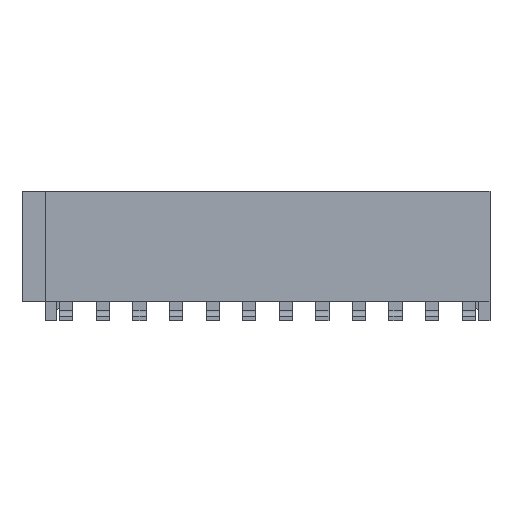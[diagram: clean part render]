
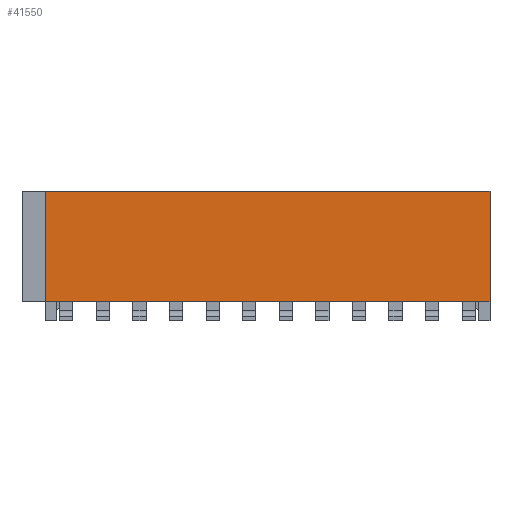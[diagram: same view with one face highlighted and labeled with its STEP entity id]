
A CAD part, front view. The second image highlights one B-rep face of the part: STEP entity #41550.
In plain terms, the highlighted planar face has unit normal (0, -1, 0).
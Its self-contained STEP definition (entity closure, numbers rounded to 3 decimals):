
#32 = PLANE('',#33);
#33 = AXIS2_PLACEMENT_3D('',#34,#35,#36);
#34 = CARTESIAN_POINT('',(0.,0.,0.));
#35 = DIRECTION('',(0.,0.,-1.));
#36 = DIRECTION('',(0.,-1.,0.));
#11647 = VERTEX_POINT('',#11648);
#11648 = CARTESIAN_POINT('',(7.725,-1.715,0.));
#11662 = PLANE('',#11663);
#11663 = AXIS2_PLACEMENT_3D('',#11664,#11665,#11666);
#11664 = CARTESIAN_POINT('',(7.725,1.715,3.84));
#11665 = DIRECTION('',(1.,0.,0.));
#11666 = DIRECTION('',(-0.,1.,0.));
#11674 = EDGE_CURVE('',#11647,#11675,#11677,.T.);
#11675 = VERTEX_POINT('',#11676);
#11676 = CARTESIAN_POINT('',(-7.725,-1.715,0.));
#11677 = SURFACE_CURVE('',#11678,(#11682,#11689),.PCURVE_S1.);
#11678 = LINE('',#11679,#11680);
#11679 = CARTESIAN_POINT('',(7.725,-1.715,0.));
#11680 = VECTOR('',#11681,1.);
#11681 = DIRECTION('',(-1.,0.,0.));
#11682 = PCURVE('',#32,#11683);
#11683 = DEFINITIONAL_REPRESENTATION('',(#11684),#11688);
#11684 = LINE('',#11685,#11686);
#11685 = CARTESIAN_POINT('',(1.715,-7.725));
#11686 = VECTOR('',#11687,1.);
#11687 = DIRECTION('',(0.,1.));
#11688 = ( GEOMETRIC_REPRESENTATION_CONTEXT(2) 
PARAMETRIC_REPRESENTATION_CONTEXT() REPRESENTATION_CONTEXT('2D SPACE',''
  ) );
#11689 = PCURVE('',#11690,#11695);
#11690 = PLANE('',#11691);
#11691 = AXIS2_PLACEMENT_3D('',#11692,#11693,#11694);
#11692 = CARTESIAN_POINT('',(7.725,-1.715,3.84));
#11693 = DIRECTION('',(0.,-1.,0.));
#11694 = DIRECTION('',(0.,0.,-1.));
#11695 = DEFINITIONAL_REPRESENTATION('',(#11696),#11700);
#11696 = LINE('',#11697,#11698);
#11697 = CARTESIAN_POINT('',(3.84,0.));
#11698 = VECTOR('',#11699,1.);
#11699 = DIRECTION('',(0.,-1.));
#11700 = ( GEOMETRIC_REPRESENTATION_CONTEXT(2) 
PARAMETRIC_REPRESENTATION_CONTEXT() REPRESENTATION_CONTEXT('2D SPACE',''
  ) );
#11718 = PLANE('',#11719);
#11719 = AXIS2_PLACEMENT_3D('',#11720,#11721,#11722);
#11720 = CARTESIAN_POINT('',(-7.725,-1.715,3.84));
#11721 = DIRECTION('',(-1.,0.,0.));
#11722 = DIRECTION('',(0.,0.,1.));
#38193 = PLANE('',#38194);
#38194 = AXIS2_PLACEMENT_3D('',#38195,#38196,#38197);
#38195 = CARTESIAN_POINT('',(0.,0.,3.84));
#38196 = DIRECTION('',(0.,0.,-1.));
#38197 = DIRECTION('',(0.,-1.,0.));
#40924 = VERTEX_POINT('',#40925);
#40925 = CARTESIAN_POINT('',(-7.725,-1.715,3.84));
#40948 = EDGE_CURVE('',#40949,#40924,#40951,.T.);
#40949 = VERTEX_POINT('',#40950);
#40950 = CARTESIAN_POINT('',(7.725,-1.715,3.84));
#40951 = SURFACE_CURVE('',#40952,(#40956,#40963),.PCURVE_S1.);
#40952 = LINE('',#40953,#40954);
#40953 = CARTESIAN_POINT('',(7.725,-1.715,3.84));
#40954 = VECTOR('',#40955,1.);
#40955 = DIRECTION('',(-1.,0.,0.));
#40956 = PCURVE('',#38193,#40957);
#40957 = DEFINITIONAL_REPRESENTATION('',(#40958),#40962);
#40958 = LINE('',#40959,#40960);
#40959 = CARTESIAN_POINT('',(1.715,-7.725));
#40960 = VECTOR('',#40961,1.);
#40961 = DIRECTION('',(0.,1.));
#40962 = ( GEOMETRIC_REPRESENTATION_CONTEXT(2) 
PARAMETRIC_REPRESENTATION_CONTEXT() REPRESENTATION_CONTEXT('2D SPACE',''
  ) );
#40963 = PCURVE('',#11690,#40964);
#40964 = DEFINITIONAL_REPRESENTATION('',(#40965),#40969);
#40965 = LINE('',#40966,#40967);
#40966 = CARTESIAN_POINT('',(0.,0.));
#40967 = VECTOR('',#40968,1.);
#40968 = DIRECTION('',(0.,-1.));
#40969 = ( GEOMETRIC_REPRESENTATION_CONTEXT(2) 
PARAMETRIC_REPRESENTATION_CONTEXT() REPRESENTATION_CONTEXT('2D SPACE',''
  ) );
#41380 = EDGE_CURVE('',#40924,#11675,#41381,.T.);
#41381 = SURFACE_CURVE('',#41382,(#41386,#41393),.PCURVE_S1.);
#41382 = LINE('',#41383,#41384);
#41383 = CARTESIAN_POINT('',(-7.725,-1.715,3.84));
#41384 = VECTOR('',#41385,1.);
#41385 = DIRECTION('',(0.,0.,-1.));
#41386 = PCURVE('',#11718,#41387);
#41387 = DEFINITIONAL_REPRESENTATION('',(#41388),#41392);
#41388 = LINE('',#41389,#41390);
#41389 = CARTESIAN_POINT('',(0.,0.));
#41390 = VECTOR('',#41391,1.);
#41391 = DIRECTION('',(-1.,0.));
#41392 = ( GEOMETRIC_REPRESENTATION_CONTEXT(2) 
PARAMETRIC_REPRESENTATION_CONTEXT() REPRESENTATION_CONTEXT('2D SPACE',''
  ) );
#41393 = PCURVE('',#11690,#41394);
#41394 = DEFINITIONAL_REPRESENTATION('',(#41395),#41399);
#41395 = LINE('',#41396,#41397);
#41396 = CARTESIAN_POINT('',(0.,-15.45));
#41397 = VECTOR('',#41398,1.);
#41398 = DIRECTION('',(1.,0.));
#41399 = ( GEOMETRIC_REPRESENTATION_CONTEXT(2) 
PARAMETRIC_REPRESENTATION_CONTEXT() REPRESENTATION_CONTEXT('2D SPACE',''
  ) );
#41457 = EDGE_CURVE('',#40949,#11647,#41458,.T.);
#41458 = SURFACE_CURVE('',#41459,(#41463,#41470),.PCURVE_S1.);
#41459 = LINE('',#41460,#41461);
#41460 = CARTESIAN_POINT('',(7.725,-1.715,3.84));
#41461 = VECTOR('',#41462,1.);
#41462 = DIRECTION('',(0.,0.,-1.));
#41463 = PCURVE('',#11662,#41464);
#41464 = DEFINITIONAL_REPRESENTATION('',(#41465),#41469);
#41465 = LINE('',#41466,#41467);
#41466 = CARTESIAN_POINT('',(-3.43,0.));
#41467 = VECTOR('',#41468,1.);
#41468 = DIRECTION('',(0.,-1.));
#41469 = ( GEOMETRIC_REPRESENTATION_CONTEXT(2) 
PARAMETRIC_REPRESENTATION_CONTEXT() REPRESENTATION_CONTEXT('2D SPACE',''
  ) );
#41470 = PCURVE('',#11690,#41471);
#41471 = DEFINITIONAL_REPRESENTATION('',(#41472),#41476);
#41472 = LINE('',#41473,#41474);
#41473 = CARTESIAN_POINT('',(0.,0.));
#41474 = VECTOR('',#41475,1.);
#41475 = DIRECTION('',(1.,0.));
#41476 = ( GEOMETRIC_REPRESENTATION_CONTEXT(2) 
PARAMETRIC_REPRESENTATION_CONTEXT() REPRESENTATION_CONTEXT('2D SPACE',''
  ) );
#41550 = ADVANCED_FACE('',(#41551),#11690,.T.);
#41551 = FACE_BOUND('',#41552,.T.);
#41552 = EDGE_LOOP('',(#41553,#41554,#41555,#41556));
#41553 = ORIENTED_EDGE('',*,*,#11674,.F.);
#41554 = ORIENTED_EDGE('',*,*,#41457,.F.);
#41555 = ORIENTED_EDGE('',*,*,#40948,.T.);
#41556 = ORIENTED_EDGE('',*,*,#41380,.T.);
